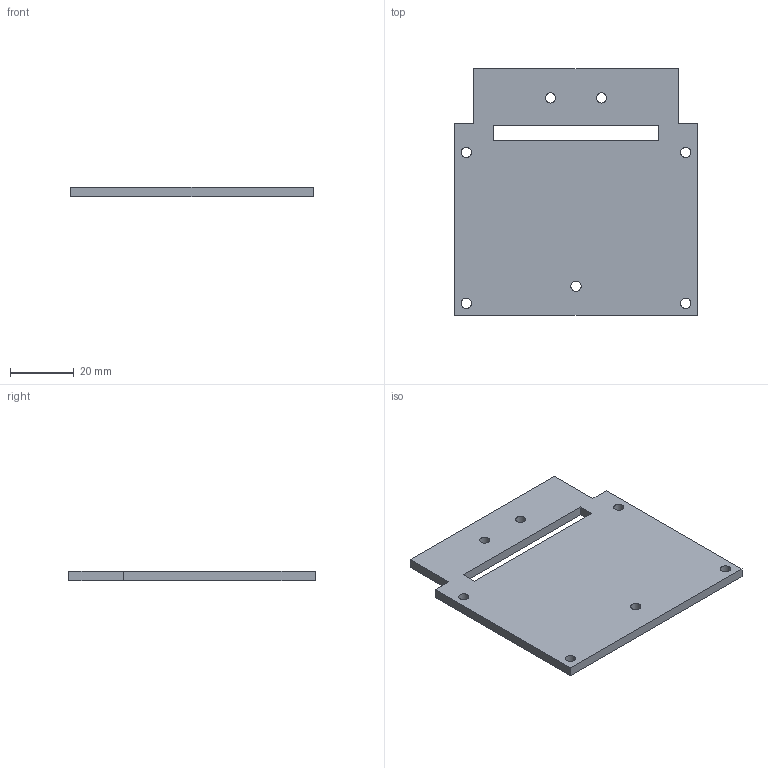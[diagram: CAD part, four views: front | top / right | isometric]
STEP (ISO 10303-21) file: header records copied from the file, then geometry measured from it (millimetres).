
FILE_DESCRIPTION(/* description */ (''),/* implementation_level */ '2;1');
FILE_NAME(/* name */ 'BMS Platte v4.step',/* time_stamp */ '2024-06-01T21:36:30+02:00',/* author */ (''),/* organization */ (''),/* preprocessor_version */ 'ST-DEVELOPER v20',/* originating_system */ 'Autodesk Translation Framework v13.14.0.145',/* authorisation */ '');
FILE_SCHEMA (('AUTOMOTIVE_DESIGN { 1 0 10303 214 3 1 1 }'));
Length unit declared in the file: millimetre
Products named in the file (1): BMS Platte
Bounding box: 76 x 77.2 x 3 mm (x, y, z)
Volume: 16037.1 mm3; surface area: 12163.7 mm2
Topology: 1 solids, 1 shells, 21 faces, 57 edges, 38 vertices
Faces by surface type: plane 14, cylinder 7
Full cylindrical faces by diameter (mm): 3.2 x7
Entity records: 730 total; most frequent: CARTESIAN_POINT 117, DIRECTION 115, ORIENTED_EDGE 114, EDGE_CURVE 57, LINE 43, VECTOR 43, VERTEX_POINT 38, EDGE_LOOP 37
